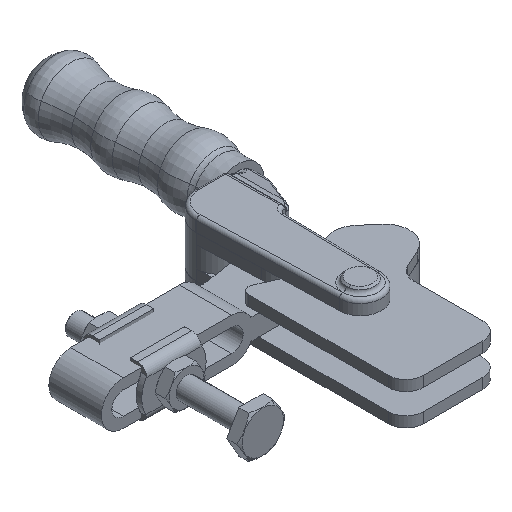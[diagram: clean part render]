
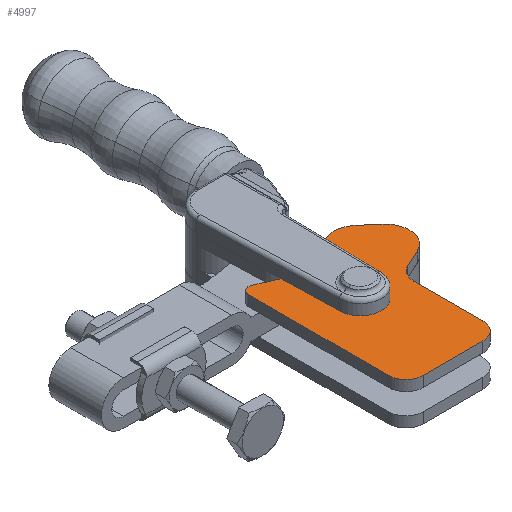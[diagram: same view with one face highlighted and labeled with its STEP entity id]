
A CAD part, isometric view. The second image highlights one B-rep face of the part: STEP entity #4997.
In plain terms, the highlighted planar face has unit normal (0, 0, 1).
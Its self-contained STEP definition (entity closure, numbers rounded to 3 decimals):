
#46 = AXIS2_PLACEMENT_3D ( 'NONE', #93, #6635, #1024 ) ;
#93 = CARTESIAN_POINT ( 'NONE',  ( 0., 0., 28.727 ) ) ;
#165 = CIRCLE ( 'NONE', #8571, 8. ) ;
#221 = VERTEX_POINT ( 'NONE', #6219 ) ;
#312 = VERTEX_POINT ( 'NONE', #3538 ) ;
#423 = LINE ( 'NONE', #9249, #2627 ) ;
#485 = ORIENTED_EDGE ( 'NONE', *, *, #2979, .T. ) ;
#550 = VERTEX_POINT ( 'NONE', #9609 ) ;
#1022 = EDGE_CURVE ( 'NONE', #8223, #550, #2939, .T. ) ;
#1024 = DIRECTION ( 'NONE',  ( 1., 0., 0. ) ) ;
#1238 = CARTESIAN_POINT ( 'NONE',  ( 7., -23., 28.727 ) ) ;
#1359 = VERTEX_POINT ( 'NONE', #3349 ) ;
#1450 = EDGE_CURVE ( 'NONE', #1359, #312, #8158, .T. ) ;
#1501 = AXIS2_PLACEMENT_3D ( 'NONE', #1522, #8034, #2461 ) ;
#1504 = CIRCLE ( 'NONE', #46, 2. ) ;
#1522 = CARTESIAN_POINT ( 'NONE',  ( -10., -23., 28.727 ) ) ;
#1575 = CARTESIAN_POINT ( 'NONE',  ( 2., 0., 28.727 ) ) ;
#1576 = CIRCLE ( 'NONE', #4326, 2. ) ;
#1762 = VERTEX_POINT ( 'NONE', #4942 ) ;
#1774 = DIRECTION ( 'NONE',  ( 1., 0., 0. ) ) ;
#1796 = ORIENTED_EDGE ( 'NONE', *, *, #8503, .T. ) ;
#1803 = CARTESIAN_POINT ( 'NONE',  ( -2.71, 14.667, 28.727 ) ) ;
#1974 = EDGE_CURVE ( 'NONE', #550, #10804, #3552, .T. ) ;
#1993 = CARTESIAN_POINT ( 'NONE',  ( -13., 16.952, 28.727 ) ) ;
#2027 = CIRCLE ( 'NONE', #4427, 2. ) ;
#2176 = DIRECTION ( 'NONE',  ( 1., 0., 0. ) ) ;
#2461 = DIRECTION ( 'NONE',  ( 1., 0., 0. ) ) ;
#2540 = VERTEX_POINT ( 'NONE', #8639 ) ;
#2627 = VECTOR ( 'NONE', #8307, 1000. ) ;
#2758 = VERTEX_POINT ( 'NONE', #7025 ) ;
#2772 = ORIENTED_EDGE ( 'NONE', *, *, #9222, .T. ) ;
#2932 = DIRECTION ( 'NONE',  ( 1., 0., 0. ) ) ;
#2939 = LINE ( 'NONE', #9193, #9779 ) ;
#2979 = EDGE_CURVE ( 'NONE', #221, #7734, #165, .T. ) ;
#3014 = CARTESIAN_POINT ( 'NONE',  ( -12.204, 18.786, 28.727 ) ) ;
#3172 = DIRECTION ( 'NONE',  ( 0., 0., 1. ) ) ;
#3178 = LINE ( 'NONE', #7755, #5379 ) ;
#3346 = ORIENTED_EDGE ( 'NONE', *, *, #7450, .F. ) ;
#3349 = CARTESIAN_POINT ( 'NONE',  ( 19.922, 3.639, 28.727 ) ) ;
#3392 = CARTESIAN_POINT ( 'NONE',  ( 0., 0., 28.727 ) ) ;
#3415 = VERTEX_POINT ( 'NONE', #10029 ) ;
#3460 = LINE ( 'NONE', #4444, #10598 ) ;
#3538 = CARTESIAN_POINT ( 'NONE',  ( 21.5, 15.362, 28.727 ) ) ;
#3552 = CIRCLE ( 'NONE', #7097, 5. ) ;
#3695 = CARTESIAN_POINT ( 'NONE',  ( -10., -28., 28.727 ) ) ;
#3806 = AXIS2_PLACEMENT_3D ( 'NONE', #11843, #9269, #1774 ) ;
#3830 = DIRECTION ( 'NONE',  ( 1., 0., 0. ) ) ;
#4063 = DIRECTION ( 'NONE',  ( 1., 0., 0. ) ) ;
#4073 = FACE_BOUND ( 'NONE', #8570, .T. ) ;
#4087 = EDGE_CURVE ( 'NONE', #1762, #11712, #423, .T. ) ;
#4326 = AXIS2_PLACEMENT_3D ( 'NONE', #3392, #9900, #4345 ) ;
#4345 = DIRECTION ( 'NONE',  ( 1., 0., 0. ) ) ;
#4427 = AXIS2_PLACEMENT_3D ( 'NONE', #1993, #8514, #2932 ) ;
#4437 = DIRECTION ( 'NONE',  ( 0., 0., 1. ) ) ;
#4444 = CARTESIAN_POINT ( 'NONE',  ( 21.5, 15.362, 28.727 ) ) ;
#4572 = DIRECTION ( 'NONE',  ( 0., 0., -1. ) ) ;
#4821 = EDGE_CURVE ( 'NONE', #10804, #1359, #8873, .T. ) ;
#4942 = CARTESIAN_POINT ( 'NONE',  ( -15., 16.952, 28.727 ) ) ;
#4997 = ADVANCED_FACE ( 'NONE', ( #4073, #6545 ), #5020, .T. ) ;
#5020 = PLANE ( 'NONE',  #5024 ) ;
#5024 = AXIS2_PLACEMENT_3D ( 'NONE', #6895, #3172, #9688 ) ;
#5083 = EDGE_CURVE ( 'NONE', #312, #3415, #3460, .T. ) ;
#5202 = VERTEX_POINT ( 'NONE', #3695 ) ;
#5238 = ORIENTED_EDGE ( 'NONE', *, *, #6114, .T. ) ;
#5379 = VECTOR ( 'NONE', #4063, 1000. ) ;
#5390 = DIRECTION ( 'NONE',  ( -0.766, 0.643, 0. ) ) ;
#5501 = EDGE_CURVE ( 'NONE', #7232, #2540, #1576, .T. ) ;
#5691 = CARTESIAN_POINT ( 'NONE',  ( -12.204, 18.786, 28.727 ) ) ;
#5813 = EDGE_CURVE ( 'NONE', #7734, #11505, #10154, .T. ) ;
#5961 = EDGE_CURVE ( 'NONE', #2758, #8223, #11312, .T. ) ;
#6114 = EDGE_CURVE ( 'NONE', #11712, #5202, #11167, .T. ) ;
#6219 = CARTESIAN_POINT ( 'NONE',  ( 7.064, 17.469, 28.727 ) ) ;
#6412 = VECTOR ( 'NONE', #8502, 1000. ) ;
#6414 = CARTESIAN_POINT ( 'NONE',  ( -15., -23., 28.727 ) ) ;
#6454 = ORIENTED_EDGE ( 'NONE', *, *, #10306, .T. ) ;
#6545 = FACE_OUTER_BOUND ( 'NONE', #6927, .T. ) ;
#6635 = DIRECTION ( 'NONE',  ( 0., 0., 1. ) ) ;
#6874 = ORIENTED_EDGE ( 'NONE', *, *, #5961, .T. ) ;
#6895 = CARTESIAN_POINT ( 'NONE',  ( 17., 10., 28.727 ) ) ;
#6927 = EDGE_LOOP ( 'NONE', ( #5238, #6454, #6874, #8025, #9805, #8840, #9211, #9967, #1796, #485, #10870, #2772, #8877 ) ) ;
#7025 = CARTESIAN_POINT ( 'NONE',  ( 7., -28., 28.727 ) ) ;
#7097 = AXIS2_PLACEMENT_3D ( 'NONE', #8721, #8451, #3830 ) ;
#7232 = VERTEX_POINT ( 'NONE', #1575 ) ;
#7450 = EDGE_CURVE ( 'NONE', #2540, #7232, #1504, .T. ) ;
#7684 = AXIS2_PLACEMENT_3D ( 'NONE', #9990, #4437, #10928 ) ;
#7734 = VERTEX_POINT ( 'NONE', #1803 ) ;
#7755 = CARTESIAN_POINT ( 'NONE',  ( -10., -28., 28.727 ) ) ;
#7765 = DIRECTION ( 'NONE',  ( 0., 0., 1. ) ) ;
#8025 = ORIENTED_EDGE ( 'NONE', *, *, #1022, .T. ) ;
#8034 = DIRECTION ( 'NONE',  ( 0., 0., 1. ) ) ;
#8158 = CIRCLE ( 'NONE', #3806, 7. ) ;
#8223 = VERTEX_POINT ( 'NONE', #10396 ) ;
#8307 = DIRECTION ( 'NONE',  ( 0., -1., 0. ) ) ;
#8451 = DIRECTION ( 'NONE',  ( 0., 0., -1. ) ) ;
#8502 = DIRECTION ( 'NONE',  ( 0.909, 0.417, 0. ) ) ;
#8503 = EDGE_CURVE ( 'NONE', #3415, #221, #10489, .T. ) ;
#8514 = DIRECTION ( 'NONE',  ( 0., 0., 1. ) ) ;
#8517 = DIRECTION ( 'NONE',  ( -0.917, 0.398, 0. ) ) ;
#8570 = EDGE_LOOP ( 'NONE', ( #3346, #11570 ) ) ;
#8571 = AXIS2_PLACEMENT_3D ( 'NONE', #10121, #4572, #11058 ) ;
#8639 = CARTESIAN_POINT ( 'NONE',  ( -2., 0., 28.727 ) ) ;
#8721 = CARTESIAN_POINT ( 'NONE',  ( 17., -3.206, 28.727 ) ) ;
#8840 = ORIENTED_EDGE ( 'NONE', *, *, #4821, .T. ) ;
#8873 = LINE ( 'NONE', #11261, #6412 ) ;
#8877 = ORIENTED_EDGE ( 'NONE', *, *, #4087, .T. ) ;
#9193 = CARTESIAN_POINT ( 'NONE',  ( 12., -3.206, 28.727 ) ) ;
#9211 = ORIENTED_EDGE ( 'NONE', *, *, #1450, .T. ) ;
#9222 = EDGE_CURVE ( 'NONE', #11505, #1762, #2027, .T. ) ;
#9249 = CARTESIAN_POINT ( 'NONE',  ( -15., 16.952, 28.727 ) ) ;
#9269 = DIRECTION ( 'NONE',  ( 0., 0., 1. ) ) ;
#9288 = VECTOR ( 'NONE', #8517, 1000. ) ;
#9609 = CARTESIAN_POINT ( 'NONE',  ( 12., -3.206, 28.727 ) ) ;
#9688 = DIRECTION ( 'NONE',  ( 1., 0., 0. ) ) ;
#9779 = VECTOR ( 'NONE', #11474, 1000. ) ;
#9805 = ORIENTED_EDGE ( 'NONE', *, *, #1974, .T. ) ;
#9900 = DIRECTION ( 'NONE',  ( 0., 0., 1. ) ) ;
#9967 = ORIENTED_EDGE ( 'NONE', *, *, #5083, .T. ) ;
#9990 = CARTESIAN_POINT ( 'NONE',  ( 12.83, 13.5, 28.727 ) ) ;
#10029 = CARTESIAN_POINT ( 'NONE',  ( 17.33, 18.862, 28.727 ) ) ;
#10121 = CARTESIAN_POINT ( 'NONE',  ( 0.474, 22.005, 28.727 ) ) ;
#10154 = LINE ( 'NONE', #5691, #9288 ) ;
#10306 = EDGE_CURVE ( 'NONE', #5202, #2758, #3178, .T. ) ;
#10396 = CARTESIAN_POINT ( 'NONE',  ( 12., -23., 28.727 ) ) ;
#10489 = CIRCLE ( 'NONE', #7684, 7. ) ;
#10598 = VECTOR ( 'NONE', #5390, 1000. ) ;
#10804 = VERTEX_POINT ( 'NONE', #11833 ) ;
#10870 = ORIENTED_EDGE ( 'NONE', *, *, #5813, .T. ) ;
#10928 = DIRECTION ( 'NONE',  ( 1., 0., 0. ) ) ;
#11058 = DIRECTION ( 'NONE',  ( 1., 0., 0. ) ) ;
#11167 = CIRCLE ( 'NONE', #1501, 5. ) ;
#11261 = CARTESIAN_POINT ( 'NONE',  ( 14.913, 1.338, 28.727 ) ) ;
#11312 = CIRCLE ( 'NONE', #11968, 5. ) ;
#11474 = DIRECTION ( 'NONE',  ( 0., 1., 0. ) ) ;
#11505 = VERTEX_POINT ( 'NONE', #3014 ) ;
#11570 = ORIENTED_EDGE ( 'NONE', *, *, #5501, .F. ) ;
#11712 = VERTEX_POINT ( 'NONE', #6414 ) ;
#11833 = CARTESIAN_POINT ( 'NONE',  ( 14.913, 1.338, 28.727 ) ) ;
#11843 = CARTESIAN_POINT ( 'NONE',  ( 17., 10., 28.727 ) ) ;
#11968 = AXIS2_PLACEMENT_3D ( 'NONE', #1238, #7765, #2176 ) ;
